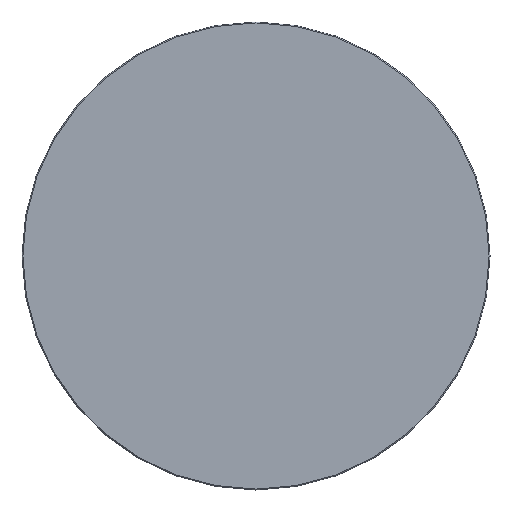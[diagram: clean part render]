
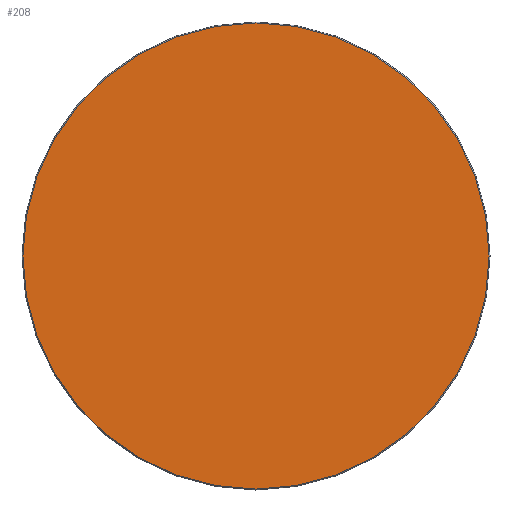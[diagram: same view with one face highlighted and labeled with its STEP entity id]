
A CAD part, left-side view. The second image highlights one B-rep face of the part: STEP entity #208.
In plain terms, the highlighted planar face has unit normal (-1, 0, 0).
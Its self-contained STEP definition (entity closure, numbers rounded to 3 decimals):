
#4 = CARTESIAN_POINT ( 'NONE',  ( -1., 0., 0. ) ) ;
#9 = AXIS2_PLACEMENT_3D ( 'NONE', #4, #247, #129 ) ;
#13 = DIRECTION ( 'NONE',  ( 1., 0., 0. ) ) ;
#27 = CARTESIAN_POINT ( 'NONE',  ( -1., 0., -12.45 ) ) ;
#28 = AXIS2_PLACEMENT_3D ( 'NONE', #265, #152, #29 ) ;
#29 = DIRECTION ( 'NONE',  ( 0., 0., -1. ) ) ;
#30 = ORIENTED_EDGE ( 'NONE', *, *, #87, .T. ) ;
#61 = EDGE_CURVE ( 'NONE', #246, #127, #106, .T. ) ;
#87 = EDGE_CURVE ( 'NONE', #127, #246, #140, .T. ) ;
#94 = EDGE_LOOP ( 'NONE', ( #30, #166 ) ) ;
#101 = FACE_OUTER_BOUND ( 'NONE', #94, .T. ) ;
#106 = CIRCLE ( 'NONE', #9, 12.45 ) ;
#127 = VERTEX_POINT ( 'NONE', #27 ) ;
#129 = DIRECTION ( 'NONE',  ( 0., 0., -1. ) ) ;
#134 = DIRECTION ( 'NONE',  ( 0., 0., -1. ) ) ;
#140 = CIRCLE ( 'NONE', #28, 12.45 ) ;
#152 = DIRECTION ( 'NONE',  ( -1., 0., 0. ) ) ;
#166 = ORIENTED_EDGE ( 'NONE', *, *, #61, .T. ) ;
#184 = CARTESIAN_POINT ( 'NONE',  ( -1., 0., 0. ) ) ;
#185 = CARTESIAN_POINT ( 'NONE',  ( -1., 0., 12.45 ) ) ;
#208 = ADVANCED_FACE ( 'NONE', ( #101 ), #260, .F. ) ;
#215 = AXIS2_PLACEMENT_3D ( 'NONE', #184, #13, #134 ) ;
#246 = VERTEX_POINT ( 'NONE', #185 ) ;
#247 = DIRECTION ( 'NONE',  ( -1., 0., 0. ) ) ;
#260 = PLANE ( 'NONE',  #215 ) ;
#265 = CARTESIAN_POINT ( 'NONE',  ( -1., 0., 0. ) ) ;
